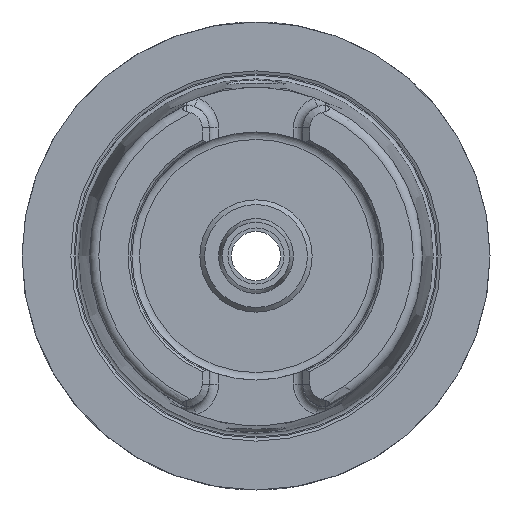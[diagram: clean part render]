
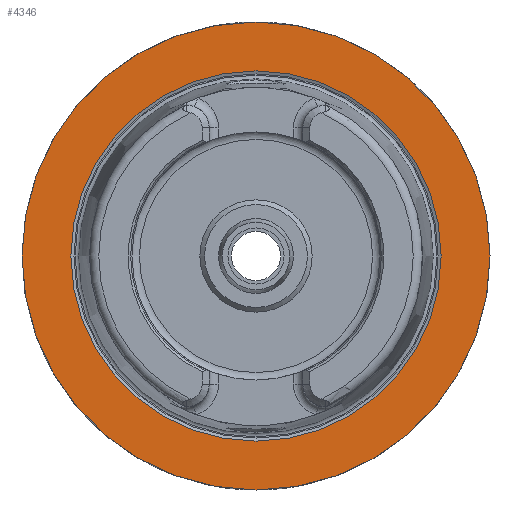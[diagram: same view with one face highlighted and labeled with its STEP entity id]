
A CAD part, left-side view. The second image highlights one B-rep face of the part: STEP entity #4346.
In plain terms, the highlighted planar face has unit normal (-1, 0, 0).
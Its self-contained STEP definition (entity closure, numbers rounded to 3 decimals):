
#3532=CARTESIAN_POINT('',(0.,50.0,0.0));
#3533=VERTEX_POINT('',#3532);
#3534=CARTESIAN_POINT('',(0.,0.,0.0));
#3535=DIRECTION('',(1.0,0.0,0.0));
#3536=DIRECTION('',(0.0,1.0,0.0));
#3537=AXIS2_PLACEMENT_3D('',#3534,#3535,#3536);
#3538=CIRCLE('',#3537,50.0);
#3539=EDGE_CURVE('',#3533,#3533,#3538,.T.);
#4320=CARTESIAN_POINT('',(0.,39.55,0.0));
#4321=VERTEX_POINT('',#4320);
#4322=CARTESIAN_POINT('',(0.,0.,0.0));
#4323=DIRECTION('',(1.0,0.0,0.0));
#4324=DIRECTION('',(0.0,1.0,0.0));
#4325=AXIS2_PLACEMENT_3D('',#4322,#4323,#4324);
#4326=CIRCLE('',#4325,39.55);
#4327=EDGE_CURVE('',#4321,#4321,#4326,.T.);
#4335=CARTESIAN_POINT('',(0.,44.775,0.0));
#4336=DIRECTION('',(-1.0,0.0,0.0));
#4337=DIRECTION('',(0.0,0.0,1.0));
#4338=AXIS2_PLACEMENT_3D('',#4335,#4336,#4337);
#4339=PLANE('',#4338);
#4340=ORIENTED_EDGE('',*,*,#3539,.F.);
#4341=EDGE_LOOP('',(#4340));
#4342=FACE_OUTER_BOUND('',#4341,.T.);
#4343=ORIENTED_EDGE('',*,*,#4327,.T.);
#4344=EDGE_LOOP('',(#4343));
#4345=FACE_BOUND('',#4344,.T.);
#4346=ADVANCED_FACE('',(#4342,#4345),#4339,.T.);
